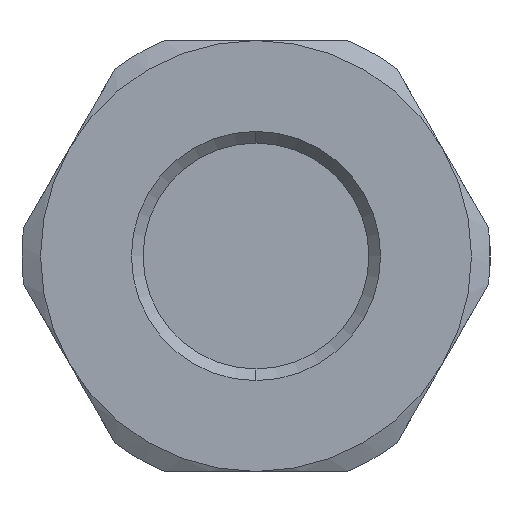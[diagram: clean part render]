
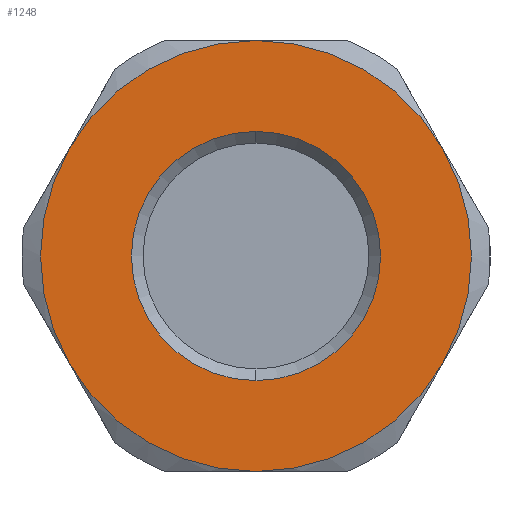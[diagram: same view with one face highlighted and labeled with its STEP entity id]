
A CAD part, left-side view. The second image highlights one B-rep face of the part: STEP entity #1248.
In plain terms, the highlighted planar face has unit normal (-1, 0, 0).
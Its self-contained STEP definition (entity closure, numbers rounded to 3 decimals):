
#107 = EDGE_LOOP ( 'NONE', ( #341, #367 ) ) ;
#119 = EDGE_LOOP ( 'NONE', ( #368, #349, #357, #364, #347, #344 ) ) ;
#341 = ORIENTED_EDGE ( 'NONE', *, *, #5086, .T. ) ;
#344 = ORIENTED_EDGE ( 'NONE', *, *, #5051, .F. ) ;
#347 = ORIENTED_EDGE ( 'NONE', *, *, #5053, .F. ) ;
#349 = ORIENTED_EDGE ( 'NONE', *, *, #5056, .F. ) ;
#357 = ORIENTED_EDGE ( 'NONE', *, *, #5055, .F. ) ;
#364 = ORIENTED_EDGE ( 'NONE', *, *, #5054, .F. ) ;
#367 = ORIENTED_EDGE ( 'NONE', *, *, #5052, .T. ) ;
#368 = ORIENTED_EDGE ( 'NONE', *, *, #5057, .F. ) ;
#634 = VERTEX_POINT ( 'NONE', #952 ) ;
#655 = VERTEX_POINT ( 'NONE', #1029 ) ;
#684 = VERTEX_POINT ( 'NONE', #1106 ) ;
#689 = VERTEX_POINT ( 'NONE', #892 ) ;
#692 = VERTEX_POINT ( 'NONE', #879 ) ;
#694 = VERTEX_POINT ( 'NONE', #885 ) ;
#695 = VERTEX_POINT ( 'NONE', #878 ) ;
#704 = VERTEX_POINT ( 'NONE', #818 ) ;
#818 = CARTESIAN_POINT ( 'NONE',  ( -20.2, 19.919, -11.5 ) ) ;
#878 = CARTESIAN_POINT ( 'NONE',  ( -20.2, 0., -23. ) ) ;
#879 = CARTESIAN_POINT ( 'NONE',  ( -20.2, 0., -13.3 ) ) ;
#885 = CARTESIAN_POINT ( 'NONE',  ( -20.2, -19.919, -11.5 ) ) ;
#892 = CARTESIAN_POINT ( 'NONE',  ( -20.2, 19.919, 11.5 ) ) ;
#952 = CARTESIAN_POINT ( 'NONE',  ( -20.2, -19.919, 11.5 ) ) ;
#1029 = CARTESIAN_POINT ( 'NONE',  ( -20.2, 0., 23. ) ) ;
#1106 = CARTESIAN_POINT ( 'NONE',  ( -20.2, 0., 13.3 ) ) ;
#1248 = ADVANCED_FACE ( 'NONE', ( #4317, #4318 ), #2202, .T. ) ;
#2202 = PLANE ( 'NONE',  #3393 ) ;
#2203 = CARTESIAN_POINT ( 'NONE',  ( -20.2, 23., 0. ) ) ;
#2204 = DIRECTION ( 'NONE',  ( -1., 0., 0. ) ) ;
#2205 = DIRECTION ( 'NONE',  ( 0., 0., 1. ) ) ;
#2751 = CARTESIAN_POINT ( 'NONE',  ( -20.2, 0., 0. ) ) ;
#2752 = DIRECTION ( 'NONE',  ( 1., 0., 0. ) ) ;
#2753 = DIRECTION ( 'NONE',  ( 0., 0., -1. ) ) ;
#2754 = CARTESIAN_POINT ( 'NONE',  ( -20.2, 0., 0. ) ) ;
#2755 = DIRECTION ( 'NONE',  ( 1., 0., 0. ) ) ;
#2756 = DIRECTION ( 'NONE',  ( 0., 0., -1. ) ) ;
#2757 = CARTESIAN_POINT ( 'NONE',  ( -20.2, 0., 0. ) ) ;
#2758 = DIRECTION ( 'NONE',  ( 1., 0., 0. ) ) ;
#2759 = DIRECTION ( 'NONE',  ( 0., 0., -1. ) ) ;
#2760 = CARTESIAN_POINT ( 'NONE',  ( -20.2, 0., 0. ) ) ;
#2761 = DIRECTION ( 'NONE',  ( 1., 0., 0. ) ) ;
#2762 = DIRECTION ( 'NONE',  ( 0., 0., -1. ) ) ;
#2763 = CARTESIAN_POINT ( 'NONE',  ( -20.2, 0., 0. ) ) ;
#2764 = DIRECTION ( 'NONE',  ( 1., 0., 0. ) ) ;
#2765 = DIRECTION ( 'NONE',  ( 0., 0., -1. ) ) ;
#2766 = CARTESIAN_POINT ( 'NONE',  ( -20.2, 0., 0. ) ) ;
#2767 = DIRECTION ( 'NONE',  ( 1., 0., 0. ) ) ;
#2768 = DIRECTION ( 'NONE',  ( 0., 0., -1. ) ) ;
#2769 = CARTESIAN_POINT ( 'NONE',  ( -20.2, 0., 0. ) ) ;
#2770 = DIRECTION ( 'NONE',  ( 1., 0., 0. ) ) ;
#2771 = DIRECTION ( 'NONE',  ( 0., 0., -1. ) ) ;
#2856 = CARTESIAN_POINT ( 'NONE',  ( -20.2, 0., 0. ) ) ;
#2857 = DIRECTION ( 'NONE',  ( 1., 0., 0. ) ) ;
#2858 = DIRECTION ( 'NONE',  ( 0., 0., -1. ) ) ;
#3393 = AXIS2_PLACEMENT_3D ( 'NONE', #2203, #2204, #2205 ) ;
#3499 = AXIS2_PLACEMENT_3D ( 'NONE', #2751, #2752, #2753 ) ;
#3500 = AXIS2_PLACEMENT_3D ( 'NONE', #2754, #2755, #2756 ) ;
#3501 = AXIS2_PLACEMENT_3D ( 'NONE', #2757, #2758, #2759 ) ;
#3502 = AXIS2_PLACEMENT_3D ( 'NONE', #2760, #2761, #2762 ) ;
#3503 = AXIS2_PLACEMENT_3D ( 'NONE', #2763, #2764, #2765 ) ;
#3504 = AXIS2_PLACEMENT_3D ( 'NONE', #2766, #2767, #2768 ) ;
#3505 = AXIS2_PLACEMENT_3D ( 'NONE', #2769, #2770, #2771 ) ;
#3516 = AXIS2_PLACEMENT_3D ( 'NONE', #2856, #2857, #2858 ) ;
#4317 = FACE_BOUND ( 'NONE', #107, .T. ) ;
#4318 = FACE_OUTER_BOUND ( 'NONE', #119, .T. ) ;
#4538 = CIRCLE ( 'NONE', #3499, 23. ) ;
#4539 = CIRCLE ( 'NONE', #3500, 13.3 ) ;
#4540 = CIRCLE ( 'NONE', #3501, 23. ) ;
#4541 = CIRCLE ( 'NONE', #3502, 23. ) ;
#4542 = CIRCLE ( 'NONE', #3503, 23. ) ;
#4543 = CIRCLE ( 'NONE', #3504, 23. ) ;
#4545 = CIRCLE ( 'NONE', #3505, 23. ) ;
#4590 = CIRCLE ( 'NONE', #3516, 13.3 ) ;
#5051 = EDGE_CURVE ( 'NONE', #704, #689, #4538, .T. ) ;
#5052 = EDGE_CURVE ( 'NONE', #692, #684, #4539, .T. ) ;
#5053 = EDGE_CURVE ( 'NONE', #689, #655, #4540, .T. ) ;
#5054 = EDGE_CURVE ( 'NONE', #655, #634, #4541, .T. ) ;
#5055 = EDGE_CURVE ( 'NONE', #634, #694, #4542, .T. ) ;
#5056 = EDGE_CURVE ( 'NONE', #694, #695, #4543, .T. ) ;
#5057 = EDGE_CURVE ( 'NONE', #695, #704, #4545, .T. ) ;
#5086 = EDGE_CURVE ( 'NONE', #684, #692, #4590, .T. ) ;
